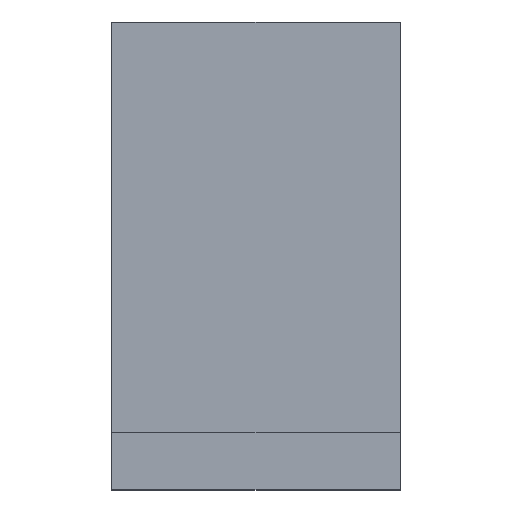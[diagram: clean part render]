
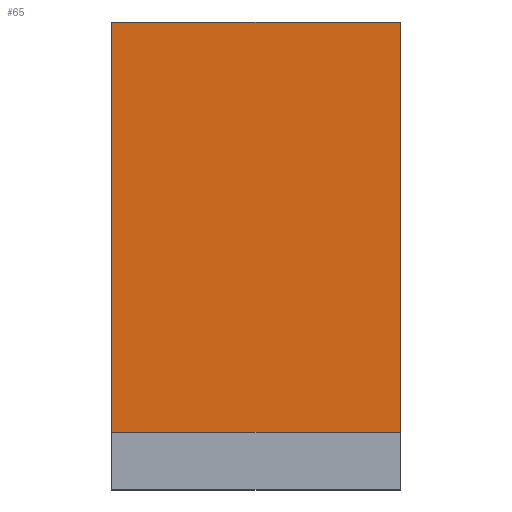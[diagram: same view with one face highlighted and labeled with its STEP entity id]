
A CAD part, front view. The second image highlights one B-rep face of the part: STEP entity #65.
In plain terms, the highlighted planar face has unit normal (0, -1, 0).
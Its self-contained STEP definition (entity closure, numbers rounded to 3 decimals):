
#65=ADVANCED_FACE('',(#175),#177,.T.);
#175=FACE_BOUND('',#176,.T.);
#176=EDGE_LOOP('',(#289,#290,#291,#292));
#177=PLANE('',#178);
#178=AXIS2_PLACEMENT_3D('',#179,#180,#181);
#179=CARTESIAN_POINT('',(41.1,-16.6,20.2));
#180=DIRECTION('',(0.,-1.,0.));
#181=DIRECTION('',(0.,0.,-1.));
#289=ORIENTED_EDGE('',*,*,#333,.T.);
#290=ORIENTED_EDGE('',*,*,#322,.T.);
#291=ORIENTED_EDGE('',*,*,#342,.F.);
#292=ORIENTED_EDGE('',*,*,#351,.F.);
#322=EDGE_CURVE('',#373,#378,#380,.T.);
#333=EDGE_CURVE('',#399,#373,#400,.T.);
#342=EDGE_CURVE('',#412,#378,#414,.T.);
#351=EDGE_CURVE('',#399,#412,#427,.T.);
#373=VERTEX_POINT('',#471);
#378=VERTEX_POINT('',#480);
#380=LINE('',#484,#485);
#399=VERTEX_POINT('',#527);
#400=LINE('',#528,#529);
#412=VERTEX_POINT('',#558);
#414=LINE('',#562,#563);
#427=LINE('',#595,#596);
#471=CARTESIAN_POINT('',(41.1,-16.6,6.));
#480=CARTESIAN_POINT('',(51.1,-16.6,6.));
#484=CARTESIAN_POINT('',(41.1,-16.6,6.));
#485=VECTOR('',#486,1.);
#486=DIRECTION('',(1.,0.,0.));
#527=CARTESIAN_POINT('',(41.1,-16.6,20.2));
#528=CARTESIAN_POINT('',(41.1,-16.6,20.2));
#529=VECTOR('',#530,1.);
#530=DIRECTION('',(0.,0.,-1.));
#558=CARTESIAN_POINT('',(51.1,-16.6,20.2));
#562=CARTESIAN_POINT('',(51.1,-16.6,20.2));
#563=VECTOR('',#564,1.);
#564=DIRECTION('',(0.,0.,-1.));
#595=CARTESIAN_POINT('',(41.1,-16.6,20.2));
#596=VECTOR('',#597,1.);
#597=DIRECTION('',(1.,0.,0.));
